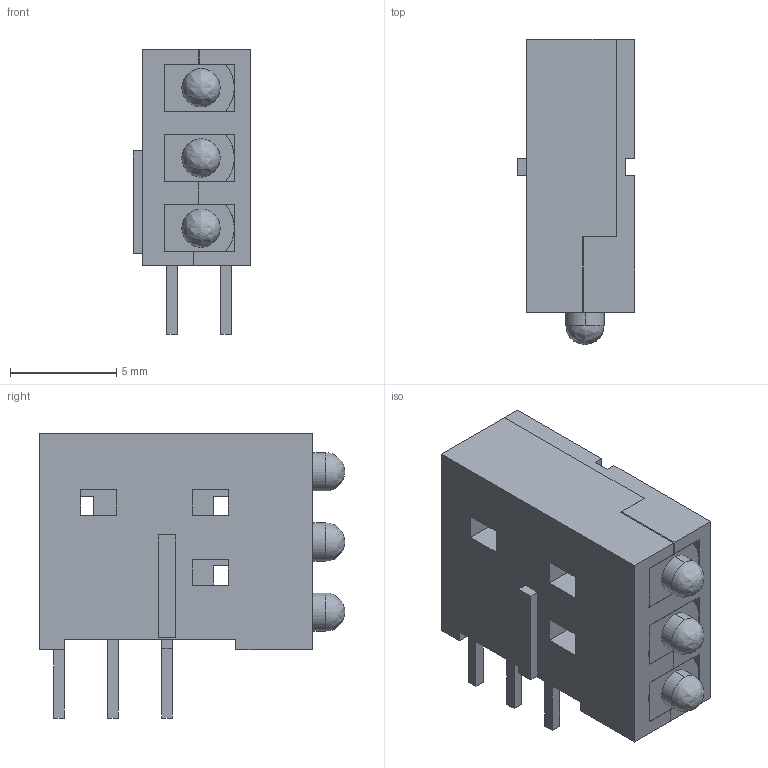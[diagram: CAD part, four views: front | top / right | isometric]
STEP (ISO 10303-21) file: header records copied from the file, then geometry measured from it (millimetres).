
FILE_DESCRIPTION (( 'STEP AP214' ), '1' );
FILE_NAME ('XPH3Lxx61.STEP', '2015-09-11T17:58:25', ( '' ), ( '' ), 'SwSTEP 2.0', 'SolidWorks 2012', '' );
FILE_SCHEMA (( 'AUTOMOTIVE_DESIGN' ));
Length unit declared in the file: millimetre
Products named in the file (1): XPH3Lxx61
Bounding box: 5.53 x 14.37 x 13.36 mm (x, y, z)
Surface area: 1449.5 mm2 (no closed solid volume)
Topology: 0 solids, 10 shells, 241 faces, 713 edges, 478 vertices
Faces by surface type: plane 221, cylinder 17, bspline 3
Entity records: 7930 total; most frequent: CARTESIAN_POINT 1470, ORIENTED_EDGE 1339, DIRECTION 1217, EDGE_CURVE 704, VECTOR 669, LINE 669, VERTEX_POINT 479, AXIS2_PLACEMENT_3D 274
